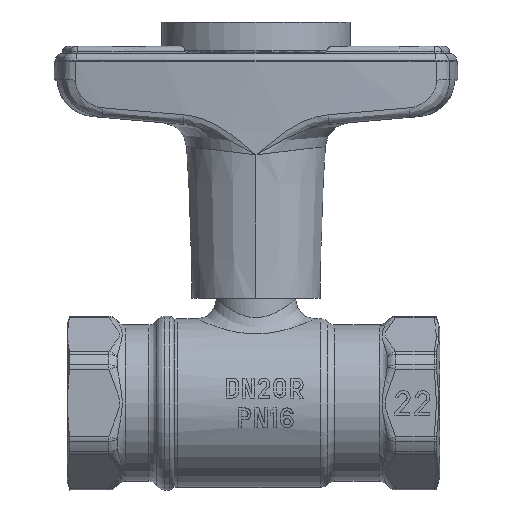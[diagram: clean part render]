
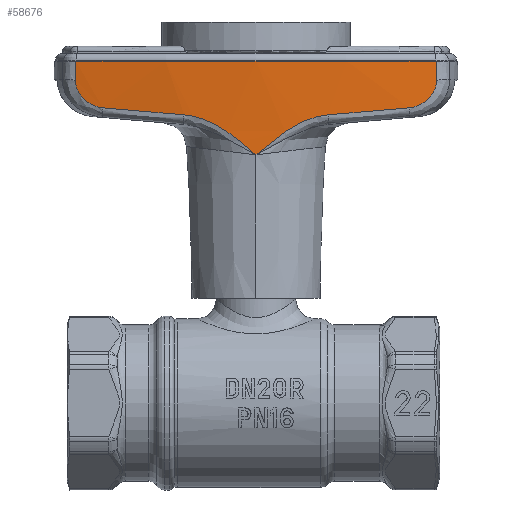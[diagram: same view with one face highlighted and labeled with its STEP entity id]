
A CAD part, top view. The second image highlights one B-rep face of the part: STEP entity #58676.
In plain terms, the highlighted conical face has half-angle 2 degrees and reference radius 199.618 mm.
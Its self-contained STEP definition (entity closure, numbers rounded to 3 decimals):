
#28698=CARTESIAN_POINT('',(0.,68.9,-185.35));
#28699=DIRECTION('',(0.,-1.,0.));
#28700=DIRECTION('',(0.182,0.,0.983));
#28701=AXIS2_PLACEMENT_3D('',#28698,#28699,#28700);
#28737=CARTESIAN_POINT('',(36.365,65.068,11.127));
#28738=CARTESIAN_POINT('',(36.359,65.491,11.143));
#28739=CARTESIAN_POINT('',(36.346,66.34,11.175));
#28740=CARTESIAN_POINT('',(36.327,67.617,11.224));
#28741=CARTESIAN_POINT('',(36.314,68.472,11.257));
#28742=CARTESIAN_POINT('',(36.307,68.9,11.274));
#28950=CARTESIAN_POINT('',(0.,50.017,
13.938));
#28998=CARTESIAN_POINT('',(0.,50.017,
13.938));
#28999=CARTESIAN_POINT('',(0.723,50.65,
13.96));
#29000=CARTESIAN_POINT('',(2.11,51.855,13.995));
#29001=CARTESIAN_POINT('',(4.065,53.432,14.019));
#29002=CARTESIAN_POINT('',(5.896,54.743,14.019));
#29003=CARTESIAN_POINT('',(7.599,55.789,13.997));
#29004=CARTESIAN_POINT('',(9.17,56.593,13.959));
#29005=CARTESIAN_POINT('',(10.627,57.194,13.907));
#29006=CARTESIAN_POINT('',(11.99,57.626,13.845));
#29007=CARTESIAN_POINT('',(13.273,57.912,13.773));
#29008=CARTESIAN_POINT('',(14.086,58.02,13.72));
#29009=CARTESIAN_POINT('',(14.481,58.054,13.693));
#29034=CARTESIAN_POINT('',(30.875,59.474,11.866));
#29035=CARTESIAN_POINT('',(31.078,59.492,11.835));
#29036=CARTESIAN_POINT('',(31.494,59.552,11.772));
#29037=CARTESIAN_POINT('',(32.157,59.728,11.671));
#29038=CARTESIAN_POINT('',(32.829,59.992,11.569));
#29039=CARTESIAN_POINT('',(33.491,60.342,11.47));
#29040=CARTESIAN_POINT('',(34.114,60.768,11.378));
#29041=CARTESIAN_POINT('',(34.674,61.25,11.297));
#29042=CARTESIAN_POINT('',(35.157,61.77,11.23));
#29043=CARTESIAN_POINT('',(35.555,62.311,11.177));
#29044=CARTESIAN_POINT('',(35.869,62.861,11.14));
#29045=CARTESIAN_POINT('',(36.102,63.41,11.117));
#29046=CARTESIAN_POINT('',(36.261,63.96,11.107));
#29047=CARTESIAN_POINT('',(36.352,64.513,11.109));
#29048=CARTESIAN_POINT('',(36.368,64.883,11.12));
#29049=CARTESIAN_POINT('',(36.365,65.068,11.127));
#29306=CARTESIAN_POINT('',(30.875,59.474,11.866));
#29307=CARTESIAN_POINT('',(29.066,59.317,12.144));
#29308=CARTESIAN_POINT('',(25.438,59.003,12.65));
#29309=CARTESIAN_POINT('',(19.967,58.529,13.26));
#29310=CARTESIAN_POINT('',(16.311,58.213,13.565));
#29311=CARTESIAN_POINT('',(14.481,58.054,13.693));
#31787=CARTESIAN_POINT('',(-14.482,58.054,
13.693));
#31788=CARTESIAN_POINT('',(-14.086,58.02,
13.72));
#31789=CARTESIAN_POINT('',(-13.273,57.912,
13.773));
#31790=CARTESIAN_POINT('',(-11.991,57.626,
13.845));
#31791=CARTESIAN_POINT('',(-10.627,57.194,
13.907));
#31792=CARTESIAN_POINT('',(-9.17,56.593,
13.959));
#31793=CARTESIAN_POINT('',(-7.599,55.79,
13.997));
#31794=CARTESIAN_POINT('',(-5.896,54.743,
14.019));
#31795=CARTESIAN_POINT('',(-4.065,53.432,
14.019));
#31796=CARTESIAN_POINT('',(-2.11,51.855,
13.995));
#31797=CARTESIAN_POINT('',(-0.723,50.65,
13.96));
#31798=CARTESIAN_POINT('',(0.,50.017,
13.938));
#31812=CARTESIAN_POINT('',(-30.875,59.474,
11.866));
#31813=CARTESIAN_POINT('',(-29.063,59.317,
12.144));
#31814=CARTESIAN_POINT('',(-25.432,59.002,
12.651));
#31815=CARTESIAN_POINT('',(-19.965,58.529,
13.26));
#31816=CARTESIAN_POINT('',(-16.31,58.212,
13.565));
#31817=CARTESIAN_POINT('',(-14.482,58.054,
13.693));
#31842=CARTESIAN_POINT('',(-30.875,59.474,
11.866));
#31843=CARTESIAN_POINT('',(-31.077,59.491,
11.835));
#31844=CARTESIAN_POINT('',(-31.492,59.551,
11.772));
#31845=CARTESIAN_POINT('',(-32.155,59.727,
11.671));
#31846=CARTESIAN_POINT('',(-32.826,59.991,
11.57));
#31847=CARTESIAN_POINT('',(-33.487,60.34,
11.471));
#31848=CARTESIAN_POINT('',(-34.109,60.764,
11.379));
#31849=CARTESIAN_POINT('',(-34.669,61.245,
11.298));
#31850=CARTESIAN_POINT('',(-35.152,61.764,
11.23));
#31851=CARTESIAN_POINT('',(-35.551,62.305,
11.178));
#31852=CARTESIAN_POINT('',(-35.866,62.855,
11.14));
#31853=CARTESIAN_POINT('',(-36.1,63.404,
11.117));
#31854=CARTESIAN_POINT('',(-36.261,63.955,
11.107));
#31855=CARTESIAN_POINT('',(-36.352,64.512,
11.109));
#31856=CARTESIAN_POINT('',(-36.368,64.882,
11.12));
#31857=CARTESIAN_POINT('',(-36.365,65.068,
11.127));
#31968=CARTESIAN_POINT('',(-36.307,68.9,11.274));
#31969=CARTESIAN_POINT('',(-36.314,68.472,
11.257));
#31970=CARTESIAN_POINT('',(-36.327,67.617,
11.224));
#31971=CARTESIAN_POINT('',(-36.346,66.34,
11.175));
#31972=CARTESIAN_POINT('',(-36.359,65.491,
11.143));
#31973=CARTESIAN_POINT('',(-36.365,65.068,
11.127));
#40637=VERTEX_POINT('',#28950);
#40641=VERTEX_POINT('',#29034);
#40642=VERTEX_POINT('',#29049);
#40644=VERTEX_POINT('',#29311);
#40659=VERTEX_POINT('',#31842);
#40660=VERTEX_POINT('',#31857);
#40662=VERTEX_POINT('',#31817);
#40726=CARTESIAN_POINT('',(36.307,68.9,11.274));
#40727=CARTESIAN_POINT('',(-36.307,68.9,11.274));
#40728=VERTEX_POINT('',#40726);
#40729=VERTEX_POINT('',#40727);
#58654=CARTESIAN_POINT('',(0.,59.459,-185.35));
#58655=DIRECTION('',(0.,1.,0.));
#58656=DIRECTION('',(0.,0.,-1.));
#58657=AXIS2_PLACEMENT_3D('',#58654,#58655,#58656);
#58658=CONICAL_SURFACE('',#58657,199.618,2.);
#58659=ORIENTED_EDGE('',*,*,#58090,.F.);
#58660=ORIENTED_EDGE('',*,*,#58158,.F.);
#58662=ORIENTED_EDGE('',*,*,#58661,.F.);
#58664=ORIENTED_EDGE('',*,*,#58663,.T.);
#58665=ORIENTED_EDGE('',*,*,#58647,.F.);
#58667=ORIENTED_EDGE('',*,*,#58666,.F.);
#58669=ORIENTED_EDGE('',*,*,#58668,.F.);
#58671=ORIENTED_EDGE('',*,*,#58670,.T.);
#58673=ORIENTED_EDGE('',*,*,#58672,.F.);
#58674=EDGE_LOOP('',(#58659,#58660,#58662,#58664,#58665,#58667,#58669,#58671,
#58673));
#58675=FACE_OUTER_BOUND('',#58674,.F.);
#58676=ADVANCED_FACE('',(#58675),#58658,.T.);
#28702=CIRCLE('',#28701,199.948);
#28743=B_SPLINE_CURVE_WITH_KNOTS('',3,(#28737,#28738,#28739,#28740,#28741,
#28742),.UNSPECIFIED.,.F.,.F.,(4,1,1,4),(0.,0.333,
0.667,1.),.UNSPECIFIED.);
#29010=B_SPLINE_CURVE_WITH_KNOTS('',3,(#28998,#28999,#29000,#29001,#29002,
#29003,#29004,#29005,#29006,#29007,#29008,#29009),.UNSPECIFIED.,.F.,.F.,(4,1,1,
1,1,1,1,1,1,4),(0.,0.111,0.222,0.333,
0.444,0.556,0.667,0.778,
0.889,1.),.UNSPECIFIED.);
#29050=B_SPLINE_CURVE_WITH_KNOTS('',3,(#29034,#29035,#29036,#29037,#29038,
#29039,#29040,#29041,#29042,#29043,#29044,#29045,#29046,#29047,#29048,#29049),
.UNSPECIFIED.,.F.,.F.,(4,1,1,1,1,1,1,1,1,1,1,1,1,4),(0.,0.077,
0.154,0.231,0.308,0.385,
0.462,0.538,0.615,0.692,
0.769,0.846,0.923,1.),.UNSPECIFIED.);
#29312=B_SPLINE_CURVE_WITH_KNOTS('',3,(#29306,#29307,#29308,#29309,#29310,
#29311),.UNSPECIFIED.,.F.,.F.,(4,1,1,4),(0.,0.333,
0.667,1.),.UNSPECIFIED.);
#31799=B_SPLINE_CURVE_WITH_KNOTS('',3,(#31787,#31788,#31789,#31790,#31791,
#31792,#31793,#31794,#31795,#31796,#31797,#31798),.UNSPECIFIED.,.F.,.F.,(4,1,1,
1,1,1,1,1,1,4),(0.,0.111,0.222,0.333,
0.444,0.556,0.667,0.778,
0.889,1.),.UNSPECIFIED.);
#31818=B_SPLINE_CURVE_WITH_KNOTS('',3,(#31812,#31813,#31814,#31815,#31816,
#31817),.UNSPECIFIED.,.F.,.F.,(4,1,1,4),(0.,0.333,
0.667,1.),.UNSPECIFIED.);
#31858=B_SPLINE_CURVE_WITH_KNOTS('',3,(#31842,#31843,#31844,#31845,#31846,
#31847,#31848,#31849,#31850,#31851,#31852,#31853,#31854,#31855,#31856,#31857),
.UNSPECIFIED.,.F.,.F.,(4,1,1,1,1,1,1,1,1,1,1,1,1,4),(0.,0.077,
0.154,0.231,0.308,0.385,
0.462,0.538,0.615,0.692,
0.769,0.846,0.923,1.),.UNSPECIFIED.);
#31974=B_SPLINE_CURVE_WITH_KNOTS('',3,(#31968,#31969,#31970,#31971,#31972,
#31973),.UNSPECIFIED.,.F.,.F.,(4,1,1,4),(0.,0.333,
0.667,1.),.UNSPECIFIED.);
#58090=EDGE_CURVE('',#40728,#40729,#28702,.T.);
#58158=EDGE_CURVE('',#40642,#40728,#28743,.T.);
#58647=EDGE_CURVE('',#40637,#40644,#29010,.T.);
#58661=EDGE_CURVE('',#40641,#40642,#29050,.T.);
#58663=EDGE_CURVE('',#40641,#40644,#29312,.T.);
#58666=EDGE_CURVE('',#40662,#40637,#31799,.T.);
#58668=EDGE_CURVE('',#40659,#40662,#31818,.T.);
#58670=EDGE_CURVE('',#40659,#40660,#31858,.T.);
#58672=EDGE_CURVE('',#40729,#40660,#31974,.T.);
